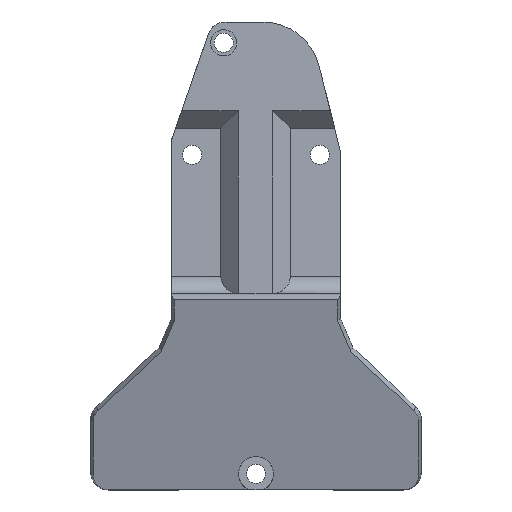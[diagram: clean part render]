
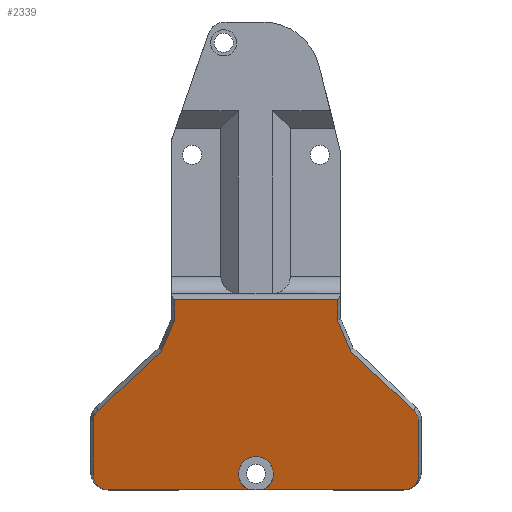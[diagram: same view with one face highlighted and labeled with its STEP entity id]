
A CAD part, front view. The second image highlights one B-rep face of the part: STEP entity #2339.
In plain terms, the highlighted planar face has unit normal (0, -0.966, -0.259).
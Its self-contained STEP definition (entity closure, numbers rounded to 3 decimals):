
#29=ELLIPSE('',#2490,3.106,3.);
#56=B_SPLINE_CURVE_WITH_KNOTS('',3,(#3511,#3512,#3513,#3514,#3515),
 .UNSPECIFIED.,.F.,.F.,(4,1,4),(-1.571,-0.673,0.),
 .UNSPECIFIED.);
#57=B_SPLINE_CURVE_WITH_KNOTS('',3,(#3519,#3520,#3521,#3522),
 .UNSPECIFIED.,.F.,.F.,(4,4),(-2.385,-1.571),
 .UNSPECIFIED.);
#58=B_SPLINE_CURVE_WITH_KNOTS('',3,(#3538,#3539,#3540,#3541),
 .UNSPECIFIED.,.F.,.F.,(4,4),(-1.571,-0.757),
 .UNSPECIFIED.);
#59=B_SPLINE_CURVE_WITH_KNOTS('',3,(#3545,#3546,#3547,#3548,#3549),
 .UNSPECIFIED.,.F.,.F.,(4,1,4),(-3.142,-2.244,-1.571),
 .UNSPECIFIED.);
#113=PLANE('',#2494);
#202=FACE_OUTER_BOUND('',#325,.T.);
#325=EDGE_LOOP('',(#1723,#1724,#1725,#1726,#1727,#1728,#1729,#1730,#1731,
#1732,#1733,#1734,#1735,#1736,#1737,#1738));
#497=LINE('',#3509,#752);
#498=LINE('',#3517,#753);
#499=LINE('',#3524,#754);
#500=LINE('',#3526,#755);
#501=LINE('',#3528,#756);
#502=LINE('',#3530,#757);
#503=LINE('',#3532,#758);
#504=LINE('',#3534,#759);
#505=LINE('',#3536,#760);
#506=LINE('',#3543,#761);
#507=LINE('',#3550,#762);
#752=VECTOR('',#2777,10.);
#753=VECTOR('',#2778,10.);
#754=VECTOR('',#2779,10.);
#755=VECTOR('',#2780,10.);
#756=VECTOR('',#2781,10.);
#757=VECTOR('',#2782,10.);
#758=VECTOR('',#2783,10.);
#759=VECTOR('',#2784,10.);
#760=VECTOR('',#2785,10.);
#761=VECTOR('',#2786,10.);
#762=VECTOR('',#2787,10.);
#1064=VERTEX_POINT('',#3495);
#1065=VERTEX_POINT('',#3496);
#1069=VERTEX_POINT('',#3508);
#1070=VERTEX_POINT('',#3510);
#1071=VERTEX_POINT('',#3516);
#1072=VERTEX_POINT('',#3518);
#1073=VERTEX_POINT('',#3523);
#1074=VERTEX_POINT('',#3525);
#1075=VERTEX_POINT('',#3527);
#1076=VERTEX_POINT('',#3529);
#1077=VERTEX_POINT('',#3531);
#1078=VERTEX_POINT('',#3533);
#1079=VERTEX_POINT('',#3535);
#1080=VERTEX_POINT('',#3537);
#1081=VERTEX_POINT('',#3542);
#1082=VERTEX_POINT('',#3544);
#1317=EDGE_CURVE('',#1064,#1065,#29,.T.);
#1323=EDGE_CURVE('',#1069,#1065,#497,.T.);
#1324=EDGE_CURVE('',#1070,#1069,#56,.T.);
#1325=EDGE_CURVE('',#1071,#1070,#498,.T.);
#1326=EDGE_CURVE('',#1072,#1071,#57,.T.);
#1327=EDGE_CURVE('',#1073,#1072,#499,.T.);
#1328=EDGE_CURVE('',#1074,#1073,#500,.T.);
#1329=EDGE_CURVE('',#1075,#1074,#501,.T.);
#1330=EDGE_CURVE('',#1076,#1075,#502,.T.);
#1331=EDGE_CURVE('',#1077,#1076,#503,.T.);
#1332=EDGE_CURVE('',#1078,#1077,#504,.T.);
#1333=EDGE_CURVE('',#1079,#1078,#505,.T.);
#1334=EDGE_CURVE('',#1080,#1079,#58,.T.);
#1335=EDGE_CURVE('',#1081,#1080,#506,.T.);
#1336=EDGE_CURVE('',#1082,#1081,#59,.T.);
#1337=EDGE_CURVE('',#1064,#1082,#507,.T.);
#1723=ORIENTED_EDGE('',*,*,#1317,.T.);
#1724=ORIENTED_EDGE('',*,*,#1323,.F.);
#1725=ORIENTED_EDGE('',*,*,#1324,.F.);
#1726=ORIENTED_EDGE('',*,*,#1325,.F.);
#1727=ORIENTED_EDGE('',*,*,#1326,.F.);
#1728=ORIENTED_EDGE('',*,*,#1327,.F.);
#1729=ORIENTED_EDGE('',*,*,#1328,.F.);
#1730=ORIENTED_EDGE('',*,*,#1329,.F.);
#1731=ORIENTED_EDGE('',*,*,#1330,.F.);
#1732=ORIENTED_EDGE('',*,*,#1331,.F.);
#1733=ORIENTED_EDGE('',*,*,#1332,.F.);
#1734=ORIENTED_EDGE('',*,*,#1333,.F.);
#1735=ORIENTED_EDGE('',*,*,#1334,.F.);
#1736=ORIENTED_EDGE('',*,*,#1335,.F.);
#1737=ORIENTED_EDGE('',*,*,#1336,.F.);
#1738=ORIENTED_EDGE('',*,*,#1337,.F.);
#2339=ADVANCED_FACE('',(#202),#113,.T.);
#2490=AXIS2_PLACEMENT_3D('',#3497,#2764,#2765);
#2494=AXIS2_PLACEMENT_3D('',#3507,#2775,#2776);
#2764=DIRECTION('center_axis',(0.,0.966,0.259));
#2765=DIRECTION('ref_axis',(0.,0.259,-0.966));
#2775=DIRECTION('center_axis',(0.,-0.966,
-0.259));
#2776=DIRECTION('ref_axis',(1.,0.,0.));
#2777=DIRECTION('',(-1.,0.,0.));
#2778=DIRECTION('',(0.,0.259,-0.966));
#2779=DIRECTION('',(0.715,0.181,-0.675));
#2780=DIRECTION('',(0.385,0.239,-0.892));
#2781=DIRECTION('',(0.,0.259,-0.966));
#2782=DIRECTION('',(1.,0.,0.));
#2783=DIRECTION('',(0.,-0.259,0.966));
#2784=DIRECTION('',(0.385,-0.239,0.892));
#2785=DIRECTION('',(0.715,-0.181,0.675));
#2786=DIRECTION('',(0.,-0.259,0.966));
#2787=DIRECTION('',(-1.,0.,0.));
#3495=CARTESIAN_POINT('',(-1.077,8.382,0.));
#3496=CARTESIAN_POINT('',(1.077,8.382,0.));
#3497=CARTESIAN_POINT('Origin',(0.,7.632,2.8));
#3507=CARTESIAN_POINT('Origin',(0.,3.974,16.452));
#3508=CARTESIAN_POINT('',(25.6,8.382,0.));
#3509=CARTESIAN_POINT('',(-25.6,8.382,0.));
#3510=CARTESIAN_POINT('',(28.171,7.689,2.586));
#3511=CARTESIAN_POINT('Ctrl Pts',(28.171,7.689,2.586));
#3512=CARTESIAN_POINT('Ctrl Pts',(28.171,7.898,1.808));
#3513=CARTESIAN_POINT('Ctrl Pts',(27.518,8.258,0.464));
#3514=CARTESIAN_POINT('Ctrl Pts',(26.174,8.382,0.));
#3515=CARTESIAN_POINT('Ctrl Pts',(25.6,8.382,0.));
#3516=CARTESIAN_POINT('',(28.171,5.222,11.792));
#3517=CARTESIAN_POINT('',(28.171,7.689,2.586));
#3518=CARTESIAN_POINT('',(27.36,4.717,13.678));
#3519=CARTESIAN_POINT('Ctrl Pts',(27.36,4.717,13.678));
#3520=CARTESIAN_POINT('Ctrl Pts',(27.868,4.846,13.197));
#3521=CARTESIAN_POINT('Ctrl Pts',(28.171,5.033,12.498));
#3522=CARTESIAN_POINT('Ctrl Pts',(28.171,5.222,11.792));
#3523=CARTESIAN_POINT('',(16.42,1.95,24.004));
#3524=CARTESIAN_POINT('',(27.36,4.717,13.678));
#3525=CARTESIAN_POINT('',(14.171,0.553,29.217));
#3526=CARTESIAN_POINT('',(16.386,1.929,24.082));
#3527=CARTESIAN_POINT('',(14.171,-0.435,32.904));
#3528=CARTESIAN_POINT('',(14.171,0.531,29.3));
#3529=CARTESIAN_POINT('',(-14.171,-0.435,32.904));
#3530=CARTESIAN_POINT('',(10.1,-0.435,32.904));
#3531=CARTESIAN_POINT('',(-14.171,0.553,29.217));
#3532=CARTESIAN_POINT('',(-14.171,-0.545,33.318));
#3533=CARTESIAN_POINT('',(-16.42,1.95,24.004));
#3534=CARTESIAN_POINT('',(-14.204,0.574,29.141));
#3535=CARTESIAN_POINT('',(-27.36,4.717,13.678));
#3536=CARTESIAN_POINT('',(-16.482,1.966,23.945));
#3537=CARTESIAN_POINT('',(-28.171,5.222,11.792));
#3538=CARTESIAN_POINT('Ctrl Pts',(-28.171,5.222,11.792));
#3539=CARTESIAN_POINT('Ctrl Pts',(-28.171,5.033,12.498));
#3540=CARTESIAN_POINT('Ctrl Pts',(-27.868,4.846,13.197));
#3541=CARTESIAN_POINT('Ctrl Pts',(-27.36,4.717,13.678));
#3542=CARTESIAN_POINT('',(-28.171,7.689,2.586));
#3543=CARTESIAN_POINT('',(-28.171,5.222,11.792));
#3544=CARTESIAN_POINT('',(-25.6,8.382,0.));
#3545=CARTESIAN_POINT('Ctrl Pts',(-25.6,8.382,0.));
#3546=CARTESIAN_POINT('Ctrl Pts',(-26.365,8.382,0.));
#3547=CARTESIAN_POINT('Ctrl Pts',(-27.694,8.211,0.639));
#3548=CARTESIAN_POINT('Ctrl Pts',(-28.171,7.845,2.002));
#3549=CARTESIAN_POINT('Ctrl Pts',(-28.171,7.689,2.586));
#3550=CARTESIAN_POINT('',(-25.6,8.382,0.));
